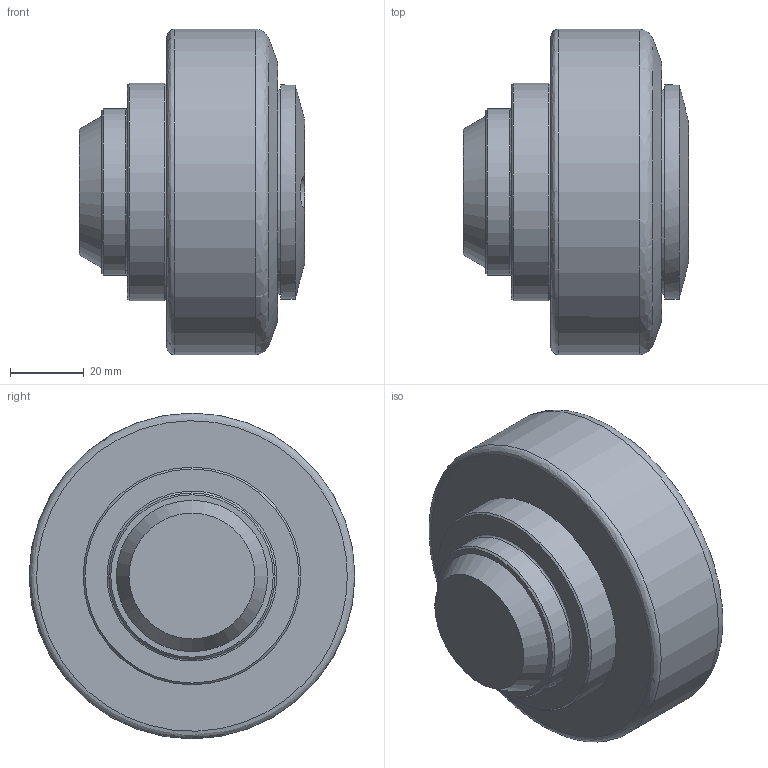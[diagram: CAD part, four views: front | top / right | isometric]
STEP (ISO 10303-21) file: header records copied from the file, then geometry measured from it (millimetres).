
FILE_DESCRIPTION (( 'STEP AP214' ), '1' );
FILE_NAME ('TR-090.0360-Rollco.step', '2023-04-28T07:40:18', ( '' ), ( '' ), 'SwSTEP 2.0', 'SolidWorks 2010', '' );
FILE_SCHEMA (( 'AUTOMOTIVE_DESIGN' ));
Length unit declared in the file: millimetre
Products named in the file (1): TR-090.0360-Rollco
Bounding box: 61 x 88.29 x 88.29 mm (x, y, z)
Volume: 243282.5 mm3; surface area: 25037.4 mm2
Topology: 1 solids, 1 shells, 55 faces, 123 edges, 80 vertices
Faces by surface type: plane 26, cylinder 13, cone 10, bspline 5, torus 1
Full cylindrical faces by diameter (mm): 4 x2, 4.5 x2, 8 x2, 8.6 x2, 45 x1, 55.3 x1, 55.5 x1, 58 x1, 59 x1
Entity records: 2265 total; most frequent: CARTESIAN_POINT 871, DIRECTION 216, ORIENTED_EDGE 158, EDGE_LOOP 94, AXIS2_PLACEMENT_3D 90, EDGE_CURVE 79, FACE_OUTER_BOUND 74, VERTEX_POINT 65
